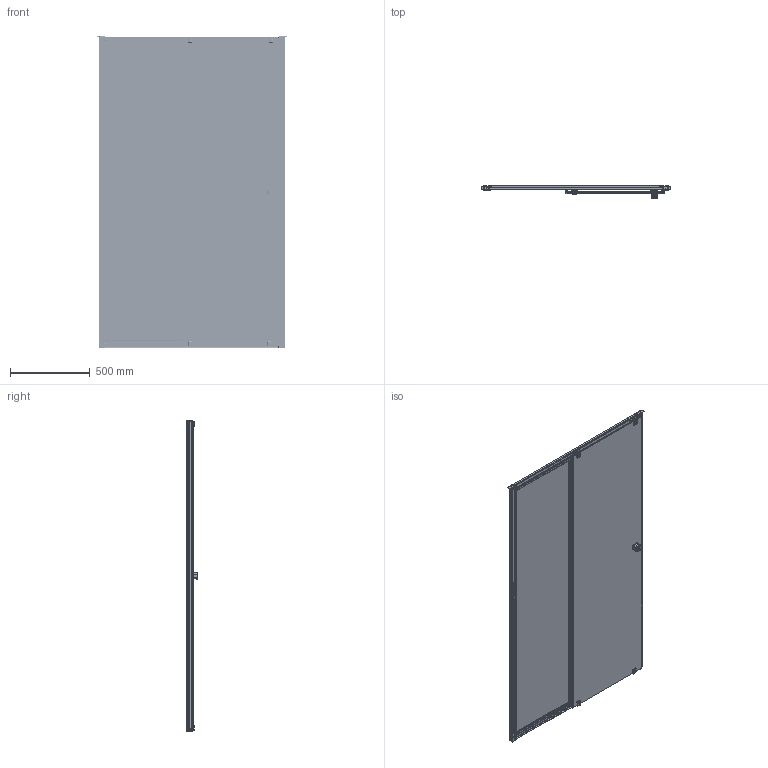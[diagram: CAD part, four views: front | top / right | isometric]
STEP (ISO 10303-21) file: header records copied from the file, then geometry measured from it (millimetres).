
FILE_DESCRIPTION((''),'2;1');
FILE_NAME('ASP2AX_ASM_ASM','2019-09-25T',('admin'),(''),'PRO/ENGINEER BY PARAMETRIC TECHNOLOGY CORPORATION, 2010280','PRO/ENGINEER BY PARAMETRIC TECHNOLOGY CORPORATION, 2010280','');
FILE_SCHEMA(('CONFIG_CONTROL_DESIGN','SHAPE_APPEARANCE_LAYERS_GROUPS'));
Products named in the file (54): AE149_2; N-1_4; AD252-N_4; AD255-N_5; DC553-458_2; AD806-_2; PF030_4; PF301_4; MANIFOLD_SOLID_BREP_14843; MANIFOLD_SOLID_BREP_15131; CS320_6_ASM; M4-14_5; CS320_ASM_4_ASM; M4_4; PF077_4; PF076_4; PF033-B_4; MA081_4; MA069-1_4; PF033-A_4; PF034_4; PF305_ASM_4_ASM; FF056_4; NA012_4; FF104_4; FF058_4; FF061_4; FF089_4; ST4X12_4; FF059_4; FF325_ASM_4_ASM; ME666_7; ME667_7; ME668_7; ME437_7; ME665_ASM_7_ASM; AD806_ASM_2_ASM; NA089-_3; NA469_4; MANIFOLD_SOLID_BREP_85502 ...
Assembly tree (79 placements, depth 7):
  ASP2AX_ASM_ASM
    ASP2AX_ASM_3_ASM
      AE149_2
      N-1_4
      AD252-N_4
      AD255-N_5
      DC553-458_2
      AD806_ASM_2_ASM
        AD806-_2
        PF305_ASM_4_ASM  x2
          PF030_4
          PF301_4
          CS320_ASM_4_ASM
            CS320_6_ASM
              MANIFOLD_SOLID_BREP_14843
              MANIFOLD_SOLID_BREP_15131
            M4-14_5
          M4_4
          PF077_4
          PF076_4
          PF033-B_4
          MA081_4
          MA069-1_4
          PF033-A_4
          PF034_4
        FF325_ASM_4_ASM  x2
          FF056_4
          NA012_4
          M4_4
          M4-14_5
          FF104_4
          FF058_4
          FF061_4
          FF089_4
          ST4X12_4
          FF059_4
        ME665_ASM_7_ASM
          ME666_7
          ME667_7
          ME668_7  x2
          ME437_7
      NA089-_3  x2
      NA469_4  x2
      AD256-N_9_ASM  x2
        MANIFOLD_SOLID_BREP_85502
        MANIFOLD_SOLID_BREP_86340
        MANIFOLD_SOLID_BREP_87178
      NA468X1860_1
      IC663-1930_1
      AE317_4  x4
      AGW2_3
      ST4X30PANTOU_8  x8
      AE435_9  x4
      BH524-1950_1
      PRT0007_2
      PRT0011_5
Bounding box: 1189.6 x 75.04 x 1951.5 mm (x, y, z)
Volume: 15395336.9 mm3; surface area: 7736483.6 mm2
Topology: 103 solids, 103 shells, 8757 faces, 24830 edges, 16502 vertices
Faces by surface type: plane 5363, cylinder 2111, bspline 499, torus 383, cone 238, extrusion 122, sphere 36, revolution 5
Entity records: 140139 total; most frequent: CARTESIAN_POINT 51786, ORIENTED_EDGE 18374, DIRECTION 16940, EDGE_CURVE 9187, VECTOR 6117, VERTEX_POINT 6086, LINE 6072, AXIS2_PLACEMENT_3D 5409
